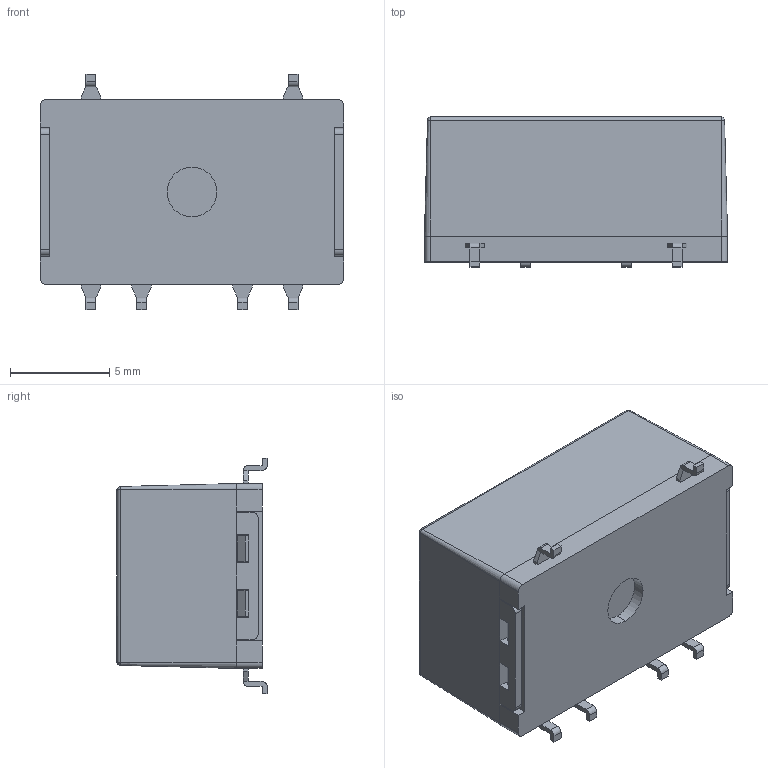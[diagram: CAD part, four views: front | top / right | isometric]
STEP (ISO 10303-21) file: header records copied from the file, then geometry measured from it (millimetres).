
FILE_DESCRIPTION (( 'STEP AP214' ), '1' );
FILE_NAME ('TSRN 1SM.STEP', '2018-10-16T09:45:37', ( 'user' ), ( '' ), 'SwSTEP 2.0', 'SolidWorks 2016', '' );
FILE_SCHEMA (( 'AUTOMOTIVE_DESIGN' ));
Length unit declared in the file: millimetre
Products named in the file (1): TSRN 1SM
Bounding box: 15.24 x 7.55 x 11.82 mm (x, y, z)
Volume: 958.3 mm3; surface area: 858 mm2
Topology: 2 solids, 3 shells, 196 faces, 524 edges, 324 vertices
Faces by surface type: plane 162, cylinder 26, cone 4, bspline 4
Entity records: 7874 total; most frequent: CARTESIAN_POINT 1981, ORIENTED_EDGE 1040, DIRECTION 938, EDGE_CURVE 520, LINE 464, VECTOR 464, VERTEX_POINT 324, AXIS2_PLACEMENT_3D 237
